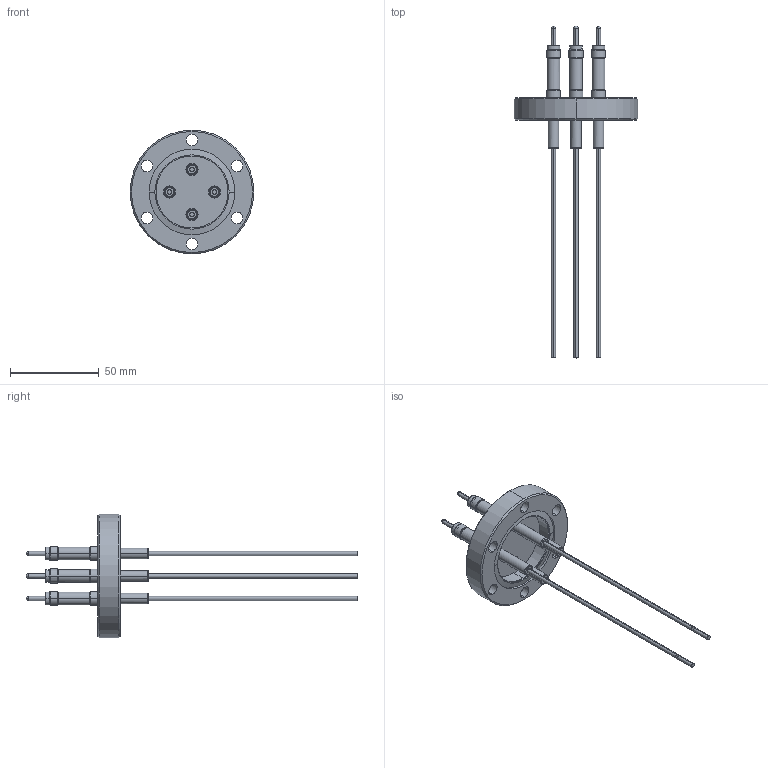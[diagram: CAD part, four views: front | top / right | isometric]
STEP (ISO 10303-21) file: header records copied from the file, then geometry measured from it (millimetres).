
FILE_DESCRIPTION (( 'STEP AP214' ), '1' );
FILE_NAME ('420XSP040-10-30-4.step', '2017-07-10T09:29:56', ( 'install' ), ( '' ), 'SwSTEP 2.0', 'SolidWorks 2015', '' );
FILE_SCHEMA (( 'AUTOMOTIVE_DESIGN' ));
Length unit declared in the file: inch
Products named in the file (1): 420XSP040-10-30-4
Bounding box: 69.85 x 187.45 x 69.85 mm (x, y, z)
Volume: 43669.8 mm3; surface area: 25542.6 mm2
Topology: 1 solids, 5 shells, 286 faces, 680 edges, 442 vertices
Faces by surface type: cylinder 140, cone 66, plane 48, bspline 32
Entity records: 8906 total; most frequent: CARTESIAN_POINT 1961, DIRECTION 1616, ORIENTED_EDGE 1360, AXIS2_PLACEMENT_3D 705, EDGE_CURVE 680, CIRCLE 450, VERTEX_POINT 442, EDGE_LOOP 344
